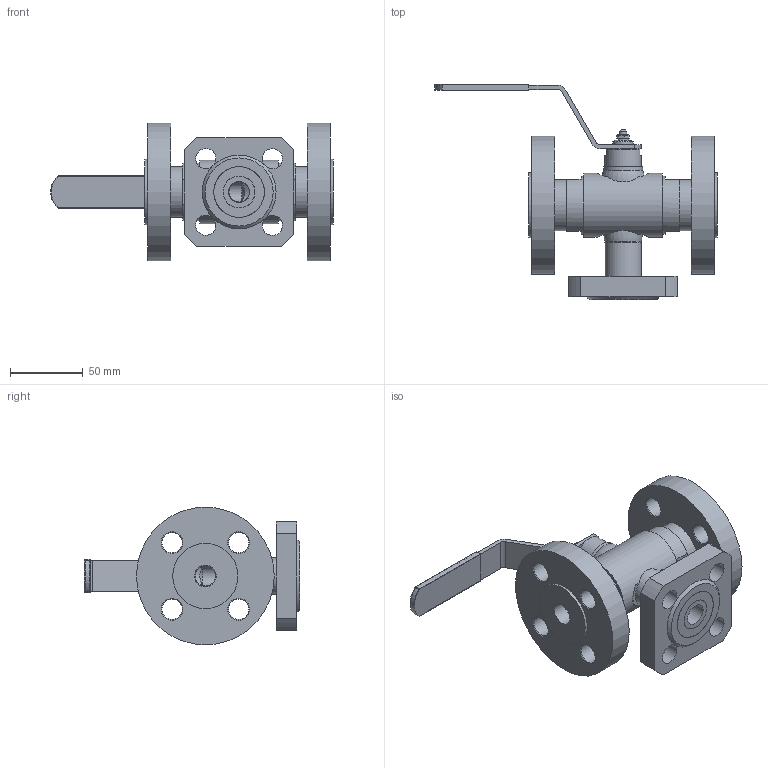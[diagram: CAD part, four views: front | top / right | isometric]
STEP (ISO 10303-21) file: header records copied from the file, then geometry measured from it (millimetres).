
FILE_DESCRIPTION(('STEP AP203'), '1');
FILE_NAME('埡39.140.015.000', '', ('UNSPECIFIED'), ('UNSPECIFIED'), 'ASCON STEP Converter 1.6', 'ASCON Math Kernel', '');
FILE_SCHEMA(('CONFIG_CONTROL_DESIGN'));
Length unit declared in the file: millimetre
Products named in the file (23): 埡39.140.015.000; 埡39.140.015.010; 埡39012 015 011; 埡39 210 015 013; 埡39 210 015 002; 埡39 210 015 001; 埡39.060.015.401; ﾔﾁﾑ94 008 02 006; 埡39.010.015.002; 埡39.010.015.003; ﾔﾁﾑ94 008 02 0007; ﾔﾁﾑ94 034 02 005; 埡39 230 015 061; 埡39.410.015.014
Assembly tree (26 placements, depth 3):
  埡39.140.015.000
    埡39.140.015.010
      (unnamed)
      (unnamed)
      (unnamed)
      (unnamed)
    埡39012 015 011  x2
    埡39 210 015 013  x2
    埡39 210 015 002  x2
    埡39 210 015 001  x2
    埡39.060.015.401
    (unnamed)
    ﾔﾁﾑ94 008 02 006
    埡39.010.015.002
    埡39.010.015.003
    ﾔﾁﾑ94 008 02 0007
    (unnamed)
    ﾔﾁﾑ94 034 02 005
    埡39 230 015 061
    (unnamed)
    (unnamed)
    埡39.410.015.014
    (unnamed)
Bounding box: 194.96 x 148.38 x 95 mm (x, y, z)
Volume: 415199.4 mm3; surface area: 132782.6 mm2
Topology: 26 solids, 26 shells, 367 faces, 775 edges, 484 vertices
Faces by surface type: plane 159, cylinder 121, cone 71, torus 14, sphere 1, bspline 1
Full cylindrical faces by diameter (mm): 3.8 x1, 4.134 x1, 5 x1, 5.1 x1, 7.8 x1, 10 x2, 11 x7, 14 x15, 14.5 x1, 14.748 x1, 15 x8, 16 x1, 17 x4, 18 x3, 23 x3, 24 x4, 25 x3, 26 x2, 27 x1, 28 x2, 29.211 x2, 30.8 x2, 33 x8, 33.7 x2, 35 x2, 38 x4, 40 x4, 44 x1, 45 x4, 95 x2
Entity records: 13768 total; most frequent: CARTESIAN_POINT 3836, DIRECTION 1468, ORIENTED_EDGE 1082, AXIS2_PLACEMENT_3D 649, EDGE_CURVE 541, EDGE_LOOP 528, VERTEX_POINT 421, ADVANCED_FACE 316
